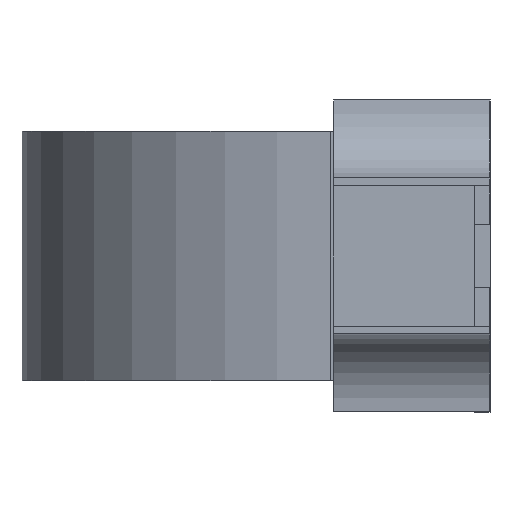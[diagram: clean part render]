
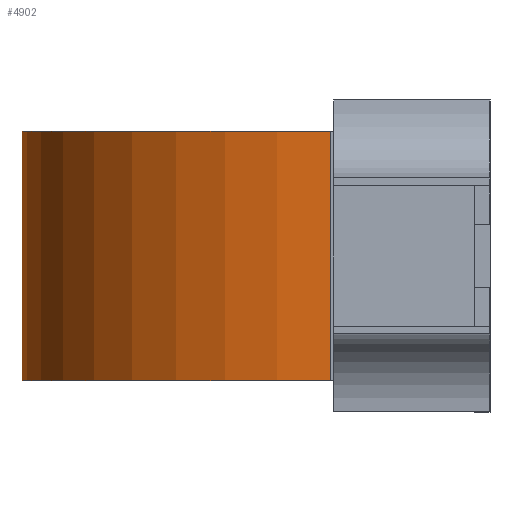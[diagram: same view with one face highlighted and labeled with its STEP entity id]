
A CAD part, left-side view. The second image highlights one B-rep face of the part: STEP entity #4902.
In plain terms, the highlighted cylindrical face has radius 0.99 mm (diameter 1.98 mm), a partial arc.
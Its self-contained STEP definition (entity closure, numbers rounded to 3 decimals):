
#492 = CARTESIAN_POINT ( 'NONE',  ( -0.01, 0.235, 0.9 ) ) ;
#540 = VECTOR ( 'NONE', #4811, 1000. ) ;
#689 = DIRECTION ( 'NONE',  ( 0., 0., 1. ) ) ;
#693 = VERTEX_POINT ( 'NONE', #6389 ) ;
#1491 = DIRECTION ( 'NONE',  ( 0., 0., 1. ) ) ;
#1616 = VECTOR ( 'NONE', #2614, 1000. ) ;
#1878 = CIRCLE ( 'NONE', #5613, 0.99 ) ;
#2240 = EDGE_CURVE ( 'NONE', #5733, #4659, #6380, .T. ) ;
#2367 = CARTESIAN_POINT ( 'NONE',  ( -0.01, 1.225, 0.1 ) ) ;
#2614 = DIRECTION ( 'NONE',  ( 0., 0., -1. ) ) ;
#2745 = ORIENTED_EDGE ( 'NONE', *, *, #2240, .T. ) ;
#3122 = DIRECTION ( 'NONE',  ( 1., 0., 0. ) ) ;
#3214 = EDGE_CURVE ( 'NONE', #4659, #3778, #4595, .T. ) ;
#3293 = DIRECTION ( 'NONE',  ( -1., 0., 0. ) ) ;
#3383 = ORIENTED_EDGE ( 'NONE', *, *, #4727, .F. ) ;
#3761 = CARTESIAN_POINT ( 'NONE',  ( -1., 0.235, 0.9 ) ) ;
#3778 = VERTEX_POINT ( 'NONE', #5735 ) ;
#3843 = ORIENTED_EDGE ( 'NONE', *, *, #3214, .T. ) ;
#4118 = AXIS2_PLACEMENT_3D ( 'NONE', #492, #6728, #3293 ) ;
#4595 = CIRCLE ( 'NONE', #4810, 0.99 ) ;
#4659 = VERTEX_POINT ( 'NONE', #2367 ) ;
#4665 = CARTESIAN_POINT ( 'NONE',  ( -0.01, 0.235, 0.1 ) ) ;
#4727 = EDGE_CURVE ( 'NONE', #693, #3778, #6748, .T. ) ;
#4737 = CARTESIAN_POINT ( 'NONE',  ( -0.01, 1.225, 0.9 ) ) ;
#4810 = AXIS2_PLACEMENT_3D ( 'NONE', #4665, #689, #5142 ) ;
#4811 = DIRECTION ( 'NONE',  ( 0., 0., -1. ) ) ;
#4902 = ADVANCED_FACE ( 'NONE', ( #5352 ), #6136, .T. ) ;
#5142 = DIRECTION ( 'NONE',  ( 1., 0., 0. ) ) ;
#5352 = FACE_OUTER_BOUND ( 'NONE', #5393, .T. ) ;
#5393 = EDGE_LOOP ( 'NONE', ( #3843, #3383, #7155, #2745 ) ) ;
#5613 = AXIS2_PLACEMENT_3D ( 'NONE', #5960, #1491, #3122 ) ;
#5733 = VERTEX_POINT ( 'NONE', #7071 ) ;
#5735 = CARTESIAN_POINT ( 'NONE',  ( -1., 0.235, 0.1 ) ) ;
#5960 = CARTESIAN_POINT ( 'NONE',  ( -0.01, 0.235, 0.9 ) ) ;
#6136 = CYLINDRICAL_SURFACE ( 'NONE', #4118, 0.99 ) ;
#6380 = LINE ( 'NONE', #4737, #540 ) ;
#6389 = CARTESIAN_POINT ( 'NONE',  ( -1., 0.235, 0.9 ) ) ;
#6728 = DIRECTION ( 'NONE',  ( 0., 0., -1. ) ) ;
#6748 = LINE ( 'NONE', #3761, #1616 ) ;
#7063 = EDGE_CURVE ( 'NONE', #5733, #693, #1878, .T. ) ;
#7071 = CARTESIAN_POINT ( 'NONE',  ( -0.01, 1.225, 0.9 ) ) ;
#7155 = ORIENTED_EDGE ( 'NONE', *, *, #7063, .F. ) ;
